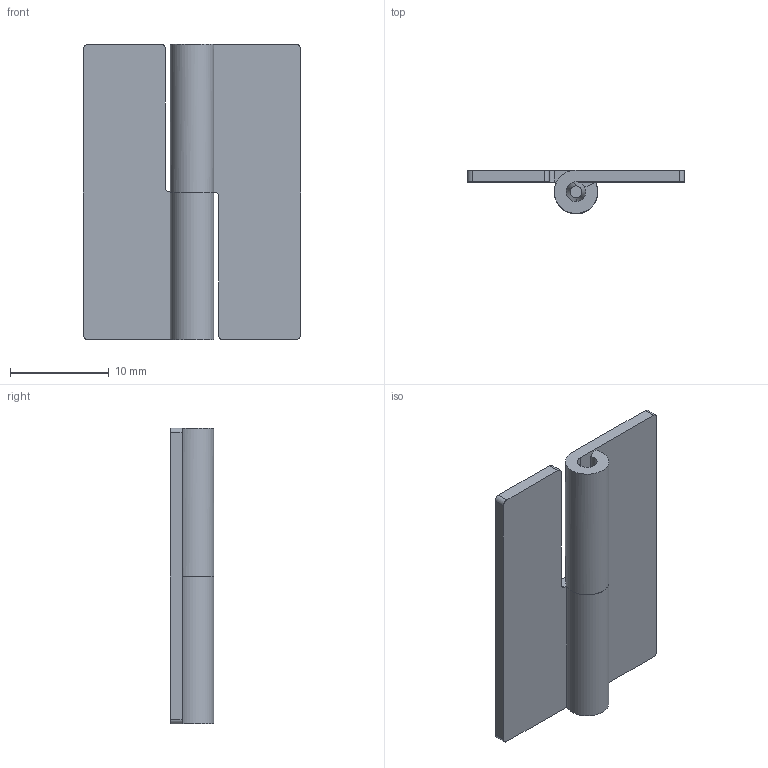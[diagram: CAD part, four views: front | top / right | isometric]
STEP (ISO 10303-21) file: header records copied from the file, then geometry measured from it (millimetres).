
FILE_DESCRIPTION((''),'2;1');
FILE_NAME('','2005-04-20T09:31:18',(''),(''),'','CADfix','');
FILE_SCHEMA(('AUTOMOTIVE_DESIGN'));
Length unit declared in the file: millimetre
Products named in the file (4): shaft; hinge piece_B; hinge piece_A; TH_37_L_8343_36
Assembly tree (3 placements, depth 2):
  TH_37_L_8343_36
    shaft
    hinge piece_B
    hinge piece_A
Bounding box: 22 x 4.4 x 30 mm (x, y, z)
Volume: 1077.2 mm3; surface area: 2064.4 mm2
Topology: 3 solids, 3 shells, 34 faces, 89 edges, 61 vertices
Faces by surface type: bspline 34
Entity records: 1177 total; most frequent: CARTESIAN_POINT 570, ORIENTED_EDGE 178, EDGE_CURVE 89, VERTEX_POINT 61, QUASI_UNIFORM_CURVE 52, EDGE_LOOP 34, FACE_OUTER_BOUND 34, ADVANCED_FACE 34
